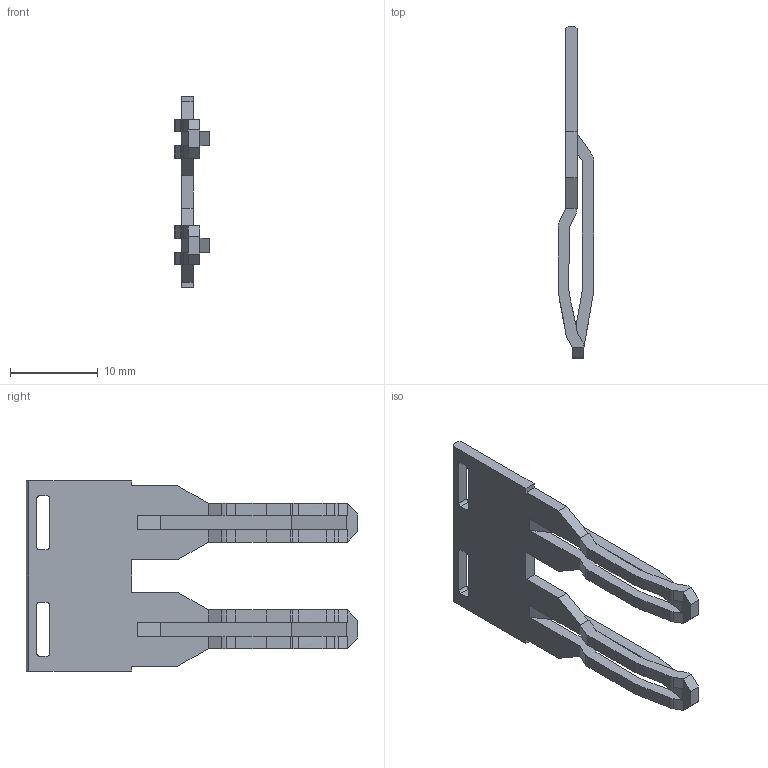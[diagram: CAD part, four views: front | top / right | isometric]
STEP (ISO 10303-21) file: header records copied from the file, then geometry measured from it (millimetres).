
FILE_DESCRIPTION((''),'2;1');
FILE_NAME('PTC1602_ASM','2022-09-23T09:20:04',('klemen.sitar'),('Audax d.o.o.'),'CREO PARAMETRIC BY PTC INC, 2021304','CREO PARAMETRIC BY PTC INC, 2021304','');
FILE_SCHEMA(('AP242_MANAGED_MODEL_BASED_3D_ENGINEERING_MIM_LF { 1 0 10303 442 1 1 4 }'));
Length unit declared in the file: millimetre
Products named in the file (2): PTC1602-52320; PTC1602_ASM
Assembly tree (1 placements, depth 2):
  PTC1602_ASM
    PTC1602-52320
Bounding box: 4 x 37.7 x 21.6 mm (x, y, z)
Volume: 676.2 mm3; surface area: 1518.5 mm2
Topology: 1 solids, 1 shells, 156 faces, 470 edges, 308 vertices
Faces by surface type: plane 112, cylinder 32, extrusion 12
Entity records: 8031 total; most frequent: CARTESIAN_POINT 1044, ORIENTED_EDGE 940, DIRECTION 826, PRESENTATION_STYLE_ASSIGNMENT 641, STYLED_ITEM 641, CURVE_STYLE 484, EDGE_CURVE 470, VECTOR 386
